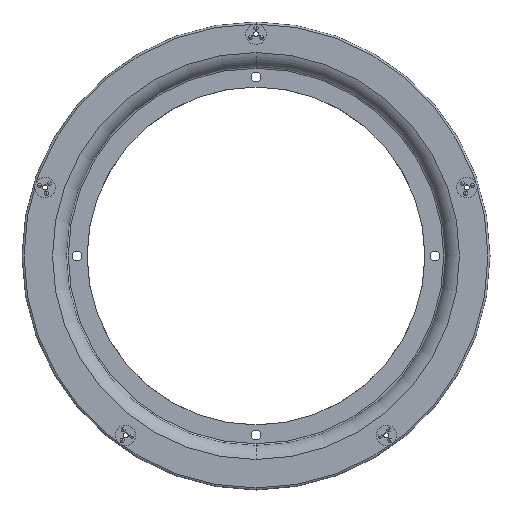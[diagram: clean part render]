
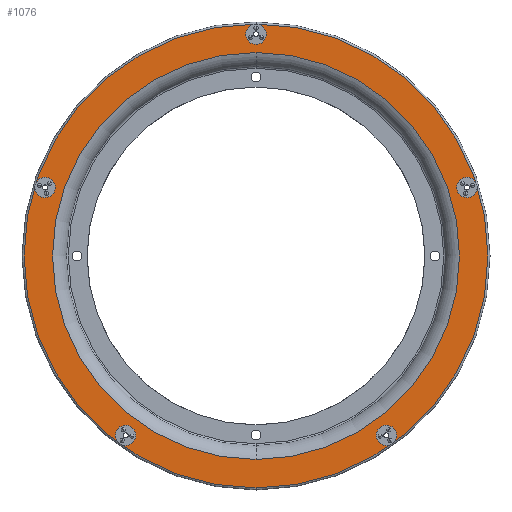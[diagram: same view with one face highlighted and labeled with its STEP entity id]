
A CAD part, front view. The second image highlights one B-rep face of the part: STEP entity #1076.
In plain terms, the highlighted planar face has unit normal (0, -1, 0).
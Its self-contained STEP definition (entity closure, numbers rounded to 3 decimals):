
#288 = VERTEX_POINT ( 'NONE', #1900 ) ;
#289 = VERTEX_POINT ( 'NONE', #1901 ) ;
#305 = VERTEX_POINT ( 'NONE', #1917 ) ;
#307 = VERTEX_POINT ( 'NONE', #1919 ) ;
#310 = VERTEX_POINT ( 'NONE', #1922 ) ;
#311 = VERTEX_POINT ( 'NONE', #1923 ) ;
#314 = VERTEX_POINT ( 'NONE', #1926 ) ;
#315 = VERTEX_POINT ( 'NONE', #1927 ) ;
#390 = VERTEX_POINT ( 'NONE', #1929 ) ;
#391 = VERTEX_POINT ( 'NONE', #1930 ) ;
#403 = VERTEX_POINT ( 'NONE', #1942 ) ;
#405 = VERTEX_POINT ( 'NONE', #1944 ) ;
#434 = VERTEX_POINT ( 'NONE', #1970 ) ;
#435 = VERTEX_POINT ( 'NONE', #1971 ) ;
#1022 = EDGE_CURVE ( 'NONE', #405, #403, #2864, .T. ) ;
#1076 = ADVANCED_FACE ( 'NONE', ( #2648, #2655, #2664, #2666, #2668, #2669, #2670 ), #3791, .F. ) ;
#1098 = EDGE_CURVE ( 'NONE', #390, #391, #2883, .T. ) ;
#1102 = EDGE_CURVE ( 'NONE', #315, #288, #2885, .T. ) ;
#1106 = EDGE_CURVE ( 'NONE', #311, #314, #2887, .T. ) ;
#1110 = EDGE_CURVE ( 'NONE', #289, #310, #2889, .T. ) ;
#1116 = EDGE_CURVE ( 'NONE', #305, #307, #2891, .T. ) ;
#1146 = EDGE_CURVE ( 'NONE', #434, #435, #2907, .T. ) ;
#1159 = EDGE_CURVE ( 'NONE', #435, #434, #2915, .T. ) ;
#1227 = EDGE_CURVE ( 'NONE', #307, #305, #2953, .T. ) ;
#1247 = EDGE_CURVE ( 'NONE', #403, #405, #2973, .T. ) ;
#1248 = EDGE_CURVE ( 'NONE', #288, #315, #2974, .T. ) ;
#1249 = EDGE_CURVE ( 'NONE', #310, #289, #2975, .T. ) ;
#1250 = EDGE_CURVE ( 'NONE', #314, #311, #2976, .T. ) ;
#1251 = EDGE_CURVE ( 'NONE', #391, #390, #2977, .T. ) ;
#1753 = ORIENTED_EDGE ( 'NONE', *, *, #1247, .T. ) ;
#1754 = ORIENTED_EDGE ( 'NONE', *, *, #1102, .T. ) ;
#1756 = ORIENTED_EDGE ( 'NONE', *, *, #1022, .T. ) ;
#1757 = ORIENTED_EDGE ( 'NONE', *, *, #1248, .T. ) ;
#1758 = ORIENTED_EDGE ( 'NONE', *, *, #1249, .T. ) ;
#1759 = ORIENTED_EDGE ( 'NONE', *, *, #1110, .T. ) ;
#1760 = ORIENTED_EDGE ( 'NONE', *, *, #1227, .T. ) ;
#1761 = ORIENTED_EDGE ( 'NONE', *, *, #1116, .T. ) ;
#1762 = ORIENTED_EDGE ( 'NONE', *, *, #1146, .T. ) ;
#1763 = ORIENTED_EDGE ( 'NONE', *, *, #1159, .T. ) ;
#1764 = ORIENTED_EDGE ( 'NONE', *, *, #1106, .T. ) ;
#1765 = ORIENTED_EDGE ( 'NONE', *, *, #1250, .T. ) ;
#1766 = ORIENTED_EDGE ( 'NONE', *, *, #1251, .T. ) ;
#1767 = ORIENTED_EDGE ( 'NONE', *, *, #1098, .T. ) ;
#1787 = EDGE_LOOP ( 'NONE', ( #1753, #1756 ) ) ;
#1788 = EDGE_LOOP ( 'NONE', ( #1754, #1757 ) ) ;
#1789 = EDGE_LOOP ( 'NONE', ( #1759, #1758 ) ) ;
#1790 = EDGE_LOOP ( 'NONE', ( #1761, #1760 ) ) ;
#1791 = EDGE_LOOP ( 'NONE', ( #1762, #1763 ) ) ;
#1792 = EDGE_LOOP ( 'NONE', ( #1764, #1765 ) ) ;
#1793 = EDGE_LOOP ( 'NONE', ( #1767, #1766 ) ) ;
#1900 = CARTESIAN_POINT ( 'NONE',  ( 64.069, 0., -85.133 ) ) ;
#1901 = CARTESIAN_POINT ( 'NONE',  ( -103.665, 0., 30.633 ) ) ;
#1917 = CARTESIAN_POINT ( 'NONE',  ( 0., 0., -100. ) ) ;
#1919 = CARTESIAN_POINT ( 'NONE',  ( 0., 0., 100. ) ) ;
#1922 = CARTESIAN_POINT ( 'NONE',  ( -103.665, 0., 36.733 ) ) ;
#1923 = CARTESIAN_POINT ( 'NONE',  ( -64.069, 0., -91.233 ) ) ;
#1926 = CARTESIAN_POINT ( 'NONE',  ( -64.069, 0., -85.133 ) ) ;
#1927 = CARTESIAN_POINT ( 'NONE',  ( 64.069, 0., -91.233 ) ) ;
#1929 = CARTESIAN_POINT ( 'NONE',  ( 103.665, 0., 30.633 ) ) ;
#1930 = CARTESIAN_POINT ( 'NONE',  ( 103.665, 0., 36.733 ) ) ;
#1942 = CARTESIAN_POINT ( 'NONE',  ( 0., 0., 114. ) ) ;
#1944 = CARTESIAN_POINT ( 'NONE',  ( 0., 0., -114. ) ) ;
#1970 = CARTESIAN_POINT ( 'NONE',  ( 0., 0., 105.95 ) ) ;
#1971 = CARTESIAN_POINT ( 'NONE',  ( 0., 0., 112.05 ) ) ;
#2528 = AXIS2_PLACEMENT_3D ( 'NONE', #3620, #3621, #3622 ) ;
#2648 = FACE_OUTER_BOUND ( 'NONE', #1787, .T. ) ;
#2655 = FACE_BOUND ( 'NONE', #1788, .T. ) ;
#2664 = FACE_BOUND ( 'NONE', #1789, .T. ) ;
#2665 = AXIS2_PLACEMENT_3D ( 'NONE', #3792, #3793, #3794 ) ;
#2666 = FACE_BOUND ( 'NONE', #1790, .T. ) ;
#2668 = FACE_BOUND ( 'NONE', #1791, .T. ) ;
#2669 = FACE_BOUND ( 'NONE', #1792, .T. ) ;
#2670 = FACE_BOUND ( 'NONE', #1793, .T. ) ;
#2700 = AXIS2_PLACEMENT_3D ( 'NONE', #3858, #3859, #3860 ) ;
#2707 = AXIS2_PLACEMENT_3D ( 'NONE', #3870, #3871, #3872 ) ;
#2711 = AXIS2_PLACEMENT_3D ( 'NONE', #3882, #3883, #3884 ) ;
#2715 = AXIS2_PLACEMENT_3D ( 'NONE', #3894, #3895, #3896 ) ;
#2716 = AXIS2_PLACEMENT_3D ( 'NONE', #3954, #3955, #3956 ) ;
#2864 = CIRCLE ( 'NONE', #2528, 114. ) ;
#2883 = CIRCLE ( 'NONE', #2700, 3.05 ) ;
#2885 = CIRCLE ( 'NONE', #2707, 3.05 ) ;
#2887 = CIRCLE ( 'NONE', #2711, 3.05 ) ;
#2889 = CIRCLE ( 'NONE', #2715, 3.05 ) ;
#2891 = CIRCLE ( 'NONE', #2716, 100. ) ;
#2907 = CIRCLE ( 'NONE', #4257, 3.05 ) ;
#2915 = CIRCLE ( 'NONE', #4271, 3.05 ) ;
#2953 = CIRCLE ( 'NONE', #4338, 100. ) ;
#2973 = CIRCLE ( 'NONE', #4359, 114. ) ;
#2974 = CIRCLE ( 'NONE', #4360, 3.05 ) ;
#2975 = CIRCLE ( 'NONE', #4361, 3.05 ) ;
#2976 = CIRCLE ( 'NONE', #4362, 3.05 ) ;
#2977 = CIRCLE ( 'NONE', #4363, 3.05 ) ;
#3620 = CARTESIAN_POINT ( 'NONE',  ( 0., 0., 0. ) ) ;
#3621 = DIRECTION ( 'NONE',  ( 0., -1., 0. ) ) ;
#3622 = DIRECTION ( 'NONE',  ( 0., 0., 1. ) ) ;
#3791 = PLANE ( 'NONE',  #2665 ) ;
#3792 = CARTESIAN_POINT ( 'NONE',  ( 0., 0., 0. ) ) ;
#3793 = DIRECTION ( 'NONE',  ( 0., 1., 0. ) ) ;
#3794 = DIRECTION ( 'NONE',  ( 0., 0., 1. ) ) ;
#3858 = CARTESIAN_POINT ( 'NONE',  ( 103.665, 0., 33.683 ) ) ;
#3859 = DIRECTION ( 'NONE',  ( 0., 1., 0. ) ) ;
#3860 = DIRECTION ( 'NONE',  ( 0.951, 0., 0.309 ) ) ;
#3870 = CARTESIAN_POINT ( 'NONE',  ( 64.069, 0., -88.183 ) ) ;
#3871 = DIRECTION ( 'NONE',  ( 0., 1., 0. ) ) ;
#3872 = DIRECTION ( 'NONE',  ( 0.588, 0., -0.809 ) ) ;
#3882 = CARTESIAN_POINT ( 'NONE',  ( -64.069, 0., -88.183 ) ) ;
#3883 = DIRECTION ( 'NONE',  ( 0., 1., 0. ) ) ;
#3884 = DIRECTION ( 'NONE',  ( -0.588, 0., -0.809 ) ) ;
#3894 = CARTESIAN_POINT ( 'NONE',  ( -103.665, 0., 33.683 ) ) ;
#3895 = DIRECTION ( 'NONE',  ( 0., 1., 0. ) ) ;
#3896 = DIRECTION ( 'NONE',  ( -0.951, 0., 0.309 ) ) ;
#3954 = CARTESIAN_POINT ( 'NONE',  ( 0., 0., 0. ) ) ;
#3955 = DIRECTION ( 'NONE',  ( 0., 1., 0. ) ) ;
#3956 = DIRECTION ( 'NONE',  ( 0., 0., 1. ) ) ;
#4044 = CARTESIAN_POINT ( 'NONE',  ( 0., 0., 109. ) ) ;
#4045 = DIRECTION ( 'NONE',  ( 0., 1., 0. ) ) ;
#4046 = DIRECTION ( 'NONE',  ( 0., 0., 1. ) ) ;
#4083 = CARTESIAN_POINT ( 'NONE',  ( 0., 0., 109. ) ) ;
#4084 = DIRECTION ( 'NONE',  ( 0., 1., 0. ) ) ;
#4085 = DIRECTION ( 'NONE',  ( 0., 0., 1. ) ) ;
#4257 = AXIS2_PLACEMENT_3D ( 'NONE', #4044, #4045, #4046 ) ;
#4271 = AXIS2_PLACEMENT_3D ( 'NONE', #4083, #4084, #4085 ) ;
#4338 = AXIS2_PLACEMENT_3D ( 'NONE', #5113, #5114, #5115 ) ;
#4359 = AXIS2_PLACEMENT_3D ( 'NONE', #5173, #5174, #5175 ) ;
#4360 = AXIS2_PLACEMENT_3D ( 'NONE', #5176, #5177, #5178 ) ;
#4361 = AXIS2_PLACEMENT_3D ( 'NONE', #5179, #5180, #5181 ) ;
#4362 = AXIS2_PLACEMENT_3D ( 'NONE', #5182, #5183, #5184 ) ;
#4363 = AXIS2_PLACEMENT_3D ( 'NONE', #5185, #5186, #5187 ) ;
#5113 = CARTESIAN_POINT ( 'NONE',  ( 0., 0., 0. ) ) ;
#5114 = DIRECTION ( 'NONE',  ( 0., 1., 0. ) ) ;
#5115 = DIRECTION ( 'NONE',  ( 0., 0., 1. ) ) ;
#5173 = CARTESIAN_POINT ( 'NONE',  ( 0., 0., 0. ) ) ;
#5174 = DIRECTION ( 'NONE',  ( 0., -1., 0. ) ) ;
#5175 = DIRECTION ( 'NONE',  ( 0., 0., 1. ) ) ;
#5176 = CARTESIAN_POINT ( 'NONE',  ( 64.069, 0., -88.183 ) ) ;
#5177 = DIRECTION ( 'NONE',  ( 0., 1., 0. ) ) ;
#5178 = DIRECTION ( 'NONE',  ( 0.588, 0., -0.809 ) ) ;
#5179 = CARTESIAN_POINT ( 'NONE',  ( -103.665, 0., 33.683 ) ) ;
#5180 = DIRECTION ( 'NONE',  ( 0., 1., 0. ) ) ;
#5181 = DIRECTION ( 'NONE',  ( -0.951, 0., 0.309 ) ) ;
#5182 = CARTESIAN_POINT ( 'NONE',  ( -64.069, 0., -88.183 ) ) ;
#5183 = DIRECTION ( 'NONE',  ( 0., 1., 0. ) ) ;
#5184 = DIRECTION ( 'NONE',  ( -0.588, 0., -0.809 ) ) ;
#5185 = CARTESIAN_POINT ( 'NONE',  ( 103.665, 0., 33.683 ) ) ;
#5186 = DIRECTION ( 'NONE',  ( 0., 1., 0. ) ) ;
#5187 = DIRECTION ( 'NONE',  ( 0.951, 0., 0.309 ) ) ;
